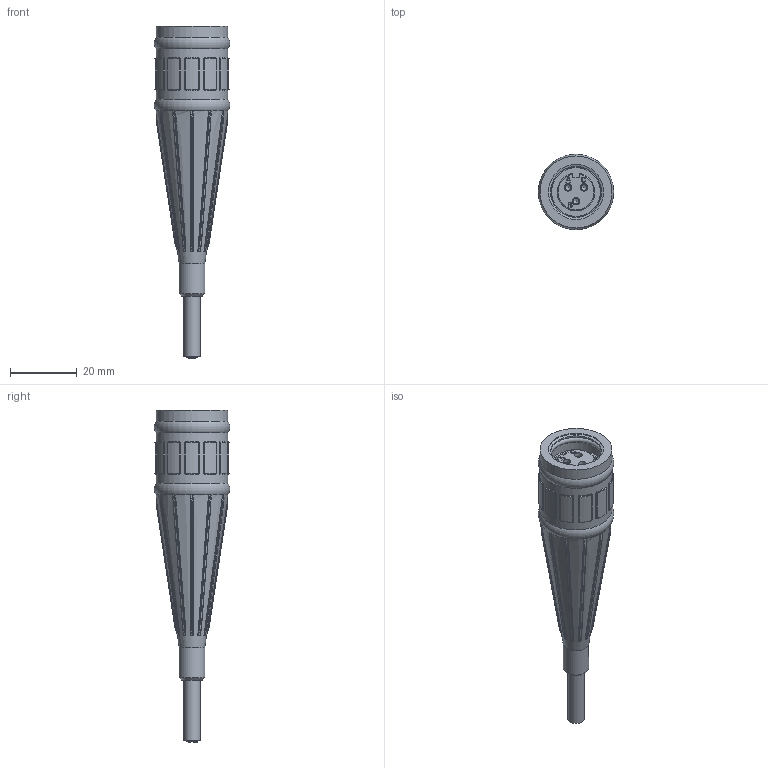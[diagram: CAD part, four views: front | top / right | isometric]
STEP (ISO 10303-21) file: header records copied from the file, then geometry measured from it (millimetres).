
FILE_DESCRIPTION(/* description */ (''),/* implementation_level */ '2;1');
FILE_NAME(/* name */ 'V3N.stp',/* time_stamp */ '2017-05-04T15:49:56-04:00',/* author */ ('aneininger'),/* organization */ (''),/* preprocessor_version */ 'ST-DEVELOPER v16.5',/* originating_system */ 'Autodesk Inventor 2017',/* authorisation */ '');
FILE_SCHEMA (('AUTOMOTIVE_DESIGN { 1 0 10303 214 3 1 1 }'));
Length unit declared in the file: inch
Products named in the file (1): V3N
Bounding box: 22.6 x 22.6 x 99.57 mm (x, y, z)
Volume: 16469.5 mm3; surface area: 7577 mm2
Topology: 1 solids, 1 shells, 1073 faces, 2239 edges, 1240 vertices
Faces by surface type: cylinder 440, plane 326, bspline 189, torus 59, sphere 48, cone 11
Full cylindrical faces by diameter (mm): 0.102 x12, 0.127 x48, 1.245 x4, 1.727 x3, 2.286 x3, 3.124 x1, 3.251 x1, 4.826 x1, 7.62 x1, 12.649 x1, 14.605 x1, 14.986 x1, 15.24 x1, 15.748 x1, 16.51 x3, 17.272 x1, 21.59 x2
Entity records: 33863 total; most frequent: CARTESIAN_POINT 10773, DIRECTION 4710, ORIENTED_EDGE 4472, EDGE_CURVE 2146, AXIS2_PLACEMENT_3D 2044, VERTEX_POINT 1224, EDGE_LOOP 1222, FACE_OUTER_BOUND 1073
